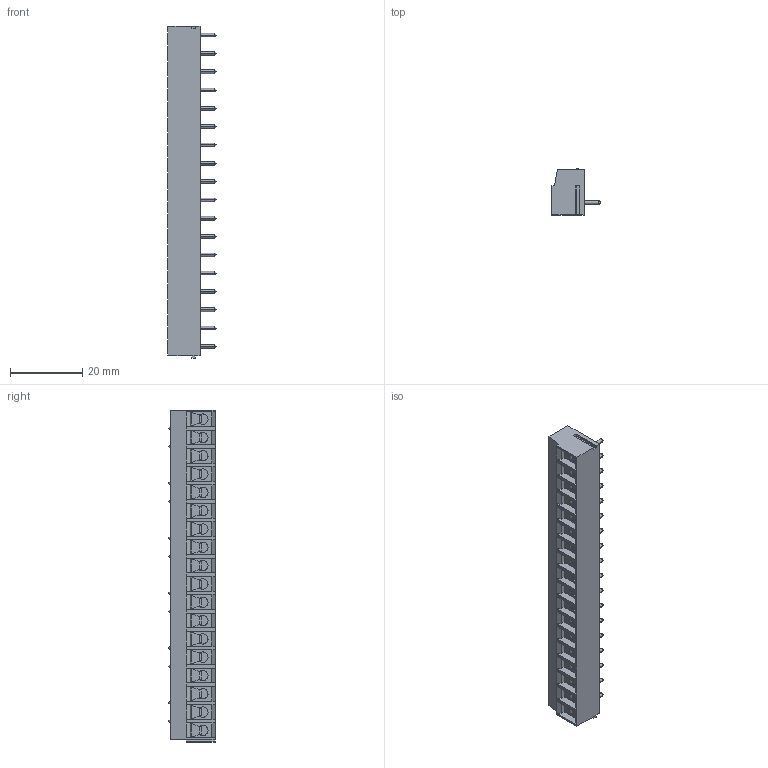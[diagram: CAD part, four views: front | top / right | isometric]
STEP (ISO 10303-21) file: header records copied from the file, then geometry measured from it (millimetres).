
FILE_DESCRIPTION((''),'2;1');
FILE_NAME('PRT0053','2024-12-10T',('yanfa'),(''),'PRO/ENGINEER BY PARAMETRIC TECHNOLOGY CORPORATION, 2009280','PRO/ENGINEER BY PARAMETRIC TECHNOLOGY CORPORATION, 2009280','');
FILE_SCHEMA(('AUTOMOTIVE_DESIGN_CC2 { 1 2 10303 214 -1 1 5 2 }'));
Length unit declared in the file: millimetre
Products named in the file (1): PRT0053
Bounding box: 13.5 x 12.8 x 92.13 mm (x, y, z)
Volume: 8328.9 mm3; surface area: 6605.1 mm2
Topology: 1 solids, 1 shells, 1036 faces, 2688 edges, 1678 vertices
Faces by surface type: plane 538, cylinder 330, cone 72, sphere 60, torus 36
Entity records: 31628 total; most frequent: CARTESIAN_POINT 6422, ORIENTED_EDGE 5256, DIRECTION 5228, EDGE_CURVE 2628, AXIS2_PLACEMENT_3D 1852, VERTEX_POINT 1678, VECTOR 1524, LINE 1524
